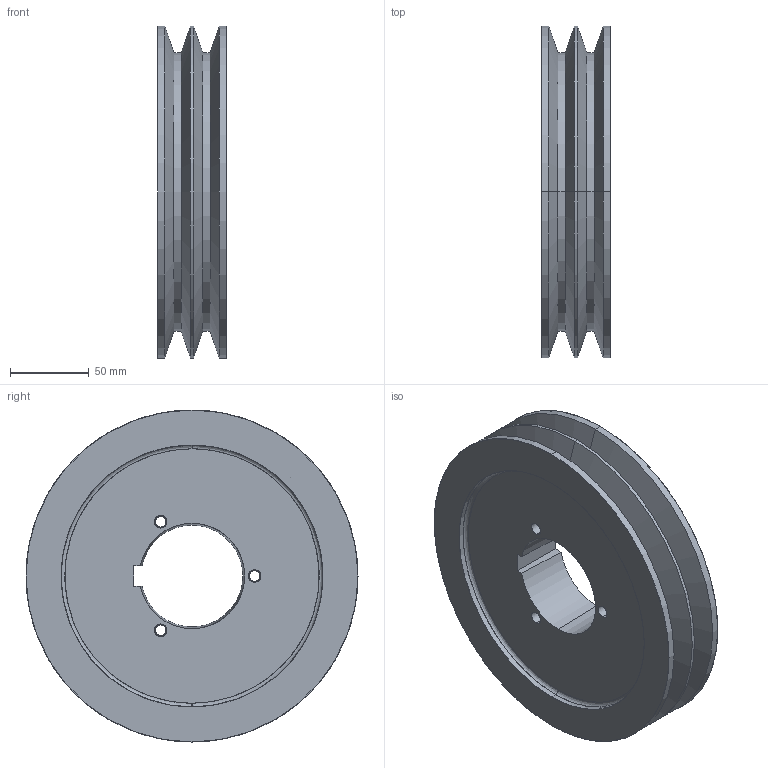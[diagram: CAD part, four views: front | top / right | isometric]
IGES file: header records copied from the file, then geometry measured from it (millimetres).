
Start section: SolidWorks IGES file using analytic representation for surfaces
Global section: file name: 2B2B5V803021213334093.igs; native system: SolidWorks 2007; preprocessor: SolidWorks 2007; author: partstream; date: 070302.121336; units: inch
Bounding box: 43.66 x 210.31 x 210.31 mm (x, y, z)
Surface area: 131845.7 mm2 (no closed solid volume)
Topology: 0 solids, 0 shells, 89 faces, 1238 edges, 1238 vertices
Faces by surface type: bspline 52, revolution 37
